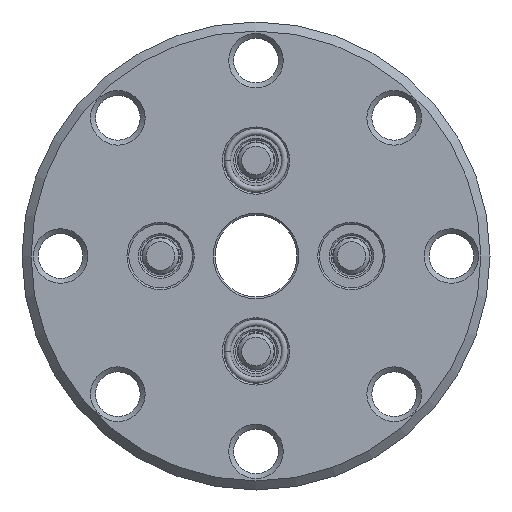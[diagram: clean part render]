
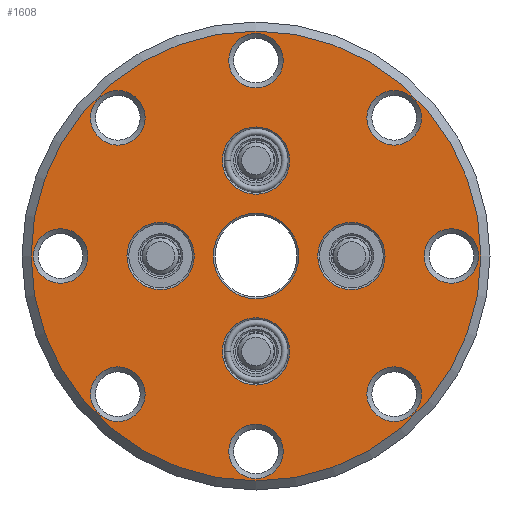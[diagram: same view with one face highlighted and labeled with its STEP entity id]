
A CAD part, front view. The second image highlights one B-rep face of the part: STEP entity #1608.
In plain terms, the highlighted planar face has unit normal (0, -1, 0).
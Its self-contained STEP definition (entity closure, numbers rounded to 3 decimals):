
#58=PLANE('',#1794);
#296=ORIENTED_EDGE('',*,*,#685,.T.);
#297=ORIENTED_EDGE('',*,*,#686,.T.);
#298=ORIENTED_EDGE('',*,*,#687,.T.);
#299=ORIENTED_EDGE('',*,*,#688,.F.);
#300=ORIENTED_EDGE('',*,*,#689,.F.);
#301=ORIENTED_EDGE('',*,*,#690,.F.);
#302=ORIENTED_EDGE('',*,*,#691,.F.);
#303=ORIENTED_EDGE('',*,*,#692,.F.);
#304=ORIENTED_EDGE('',*,*,#693,.F.);
#305=ORIENTED_EDGE('',*,*,#694,.F.);
#306=ORIENTED_EDGE('',*,*,#695,.F.);
#307=ORIENTED_EDGE('',*,*,#696,.F.);
#308=ORIENTED_EDGE('',*,*,#697,.F.);
#309=ORIENTED_EDGE('',*,*,#684,.F.);
#684=EDGE_CURVE('',#874,#874,#1011,.T.);
#685=EDGE_CURVE('',#875,#875,#1012,.T.);
#686=EDGE_CURVE('',#876,#876,#1013,.F.);
#687=EDGE_CURVE('',#877,#877,#1014,.F.);
#688=EDGE_CURVE('',#878,#878,#1015,.T.);
#689=EDGE_CURVE('',#879,#879,#1016,.T.);
#690=EDGE_CURVE('',#880,#880,#1017,.T.);
#691=EDGE_CURVE('',#881,#881,#1018,.T.);
#692=EDGE_CURVE('',#882,#882,#1019,.T.);
#693=EDGE_CURVE('',#883,#883,#1020,.T.);
#694=EDGE_CURVE('',#884,#884,#1021,.T.);
#695=EDGE_CURVE('',#885,#885,#1022,.T.);
#696=EDGE_CURVE('',#886,#886,#1023,.T.);
#697=EDGE_CURVE('',#887,#887,#1024,.T.);
#874=VERTEX_POINT('',#2722);
#875=VERTEX_POINT('',#2725);
#876=VERTEX_POINT('',#2727);
#877=VERTEX_POINT('',#2729);
#878=VERTEX_POINT('',#2731);
#879=VERTEX_POINT('',#2733);
#880=VERTEX_POINT('',#2735);
#881=VERTEX_POINT('',#2737);
#882=VERTEX_POINT('',#2739);
#883=VERTEX_POINT('',#2741);
#884=VERTEX_POINT('',#2743);
#885=VERTEX_POINT('',#2745);
#886=VERTEX_POINT('',#2747);
#887=VERTEX_POINT('',#2749);
#1011=CIRCLE('',#1793,4.7);
#1012=CIRCLE('',#1795,24.75);
#1013=CIRCLE('',#1796,3.);
#1014=CIRCLE('',#1797,3.7);
#1015=CIRCLE('',#1798,3.);
#1016=CIRCLE('',#1799,3.);
#1017=CIRCLE('',#1800,3.);
#1018=CIRCLE('',#1801,3.);
#1019=CIRCLE('',#1802,3.);
#1020=CIRCLE('',#1803,3.);
#1021=CIRCLE('',#1804,3.);
#1022=CIRCLE('',#1805,3.7);
#1023=CIRCLE('',#1806,3.7);
#1024=CIRCLE('',#1807,3.7);
#1138=EDGE_LOOP('',(#296));
#1139=EDGE_LOOP('',(#297));
#1140=EDGE_LOOP('',(#298));
#1141=EDGE_LOOP('',(#299));
#1142=EDGE_LOOP('',(#300));
#1143=EDGE_LOOP('',(#301));
#1144=EDGE_LOOP('',(#302));
#1145=EDGE_LOOP('',(#303));
#1146=EDGE_LOOP('',(#304));
#1147=EDGE_LOOP('',(#305));
#1148=EDGE_LOOP('',(#306));
#1149=EDGE_LOOP('',(#307));
#1150=EDGE_LOOP('',(#308));
#1151=EDGE_LOOP('',(#309));
#1348=FACE_BOUND('',#1138,.T.);
#1349=FACE_BOUND('',#1139,.T.);
#1350=FACE_BOUND('',#1140,.T.);
#1351=FACE_BOUND('',#1141,.T.);
#1352=FACE_BOUND('',#1142,.T.);
#1353=FACE_BOUND('',#1143,.T.);
#1354=FACE_BOUND('',#1144,.T.);
#1355=FACE_BOUND('',#1145,.T.);
#1356=FACE_BOUND('',#1146,.T.);
#1357=FACE_BOUND('',#1147,.T.);
#1358=FACE_BOUND('',#1148,.T.);
#1359=FACE_BOUND('',#1149,.T.);
#1360=FACE_BOUND('',#1150,.T.);
#1361=FACE_BOUND('',#1151,.T.);
#1608=ADVANCED_FACE('',(#1348,#1349,#1350,#1351,#1352,#1353,#1354,#1355,
#1356,#1357,#1358,#1359,#1360,#1361),#58,.T.);
#1793=AXIS2_PLACEMENT_3D('',#2721,#2119,#2120);
#1794=AXIS2_PLACEMENT_3D('',#2723,#2121,#2122);
#1795=AXIS2_PLACEMENT_3D('',#2724,#2123,#2124);
#1796=AXIS2_PLACEMENT_3D('',#2726,#2125,#2126);
#1797=AXIS2_PLACEMENT_3D('',#2728,#2127,#2128);
#1798=AXIS2_PLACEMENT_3D('',#2730,#2129,#2130);
#1799=AXIS2_PLACEMENT_3D('',#2732,#2131,#2132);
#1800=AXIS2_PLACEMENT_3D('',#2734,#2133,#2134);
#1801=AXIS2_PLACEMENT_3D('',#2736,#2135,#2136);
#1802=AXIS2_PLACEMENT_3D('',#2738,#2137,#2138);
#1803=AXIS2_PLACEMENT_3D('',#2740,#2139,#2140);
#1804=AXIS2_PLACEMENT_3D('',#2742,#2141,#2142);
#1805=AXIS2_PLACEMENT_3D('',#2744,#2143,#2144);
#1806=AXIS2_PLACEMENT_3D('',#2746,#2145,#2146);
#1807=AXIS2_PLACEMENT_3D('',#2748,#2147,#2148);
#2119=DIRECTION('',(0.,-1.,0.));
#2120=DIRECTION('',(0.,0.,-1.));
#2121=DIRECTION('',(0.,-1.,0.));
#2122=DIRECTION('',(0.,0.,-1.));
#2123=DIRECTION('',(0.,-1.,0.));
#2124=DIRECTION('',(0.,0.,-1.));
#2125=DIRECTION('',(0.,-1.,0.));
#2126=DIRECTION('',(0.,0.,-1.));
#2127=DIRECTION('',(0.,-1.,0.));
#2128=DIRECTION('',(0.,0.,-1.));
#2129=DIRECTION('',(0.,-1.,0.));
#2130=DIRECTION('',(0.,0.,-1.));
#2131=DIRECTION('',(0.,-1.,0.));
#2132=DIRECTION('',(0.,0.,-1.));
#2133=DIRECTION('',(0.,-1.,0.));
#2134=DIRECTION('',(0.,0.,-1.));
#2135=DIRECTION('',(0.,-1.,0.));
#2136=DIRECTION('',(0.,0.,-1.));
#2137=DIRECTION('',(0.,-1.,0.));
#2138=DIRECTION('',(0.,0.,-1.));
#2139=DIRECTION('',(0.,-1.,0.));
#2140=DIRECTION('',(0.,0.,-1.));
#2141=DIRECTION('',(0.,-1.,0.));
#2142=DIRECTION('',(0.,0.,-1.));
#2143=DIRECTION('',(0.,-1.,0.));
#2144=DIRECTION('',(0.,0.,-1.));
#2145=DIRECTION('',(0.,-1.,0.));
#2146=DIRECTION('',(0.,0.,-1.));
#2147=DIRECTION('',(0.,-1.,0.));
#2148=DIRECTION('',(0.,0.,-1.));
#2721=CARTESIAN_POINT('',(0.,0.,0.));
#2722=CARTESIAN_POINT('',(0.,0.,-4.7));
#2723=CARTESIAN_POINT('',(0.,0.,-4.7));
#2724=CARTESIAN_POINT('',(0.,0.,0.));
#2725=CARTESIAN_POINT('',(0.,0.,-24.75));
#2726=CARTESIAN_POINT('',(0.,0.,-21.5));
#2727=CARTESIAN_POINT('',(0.,0.,-24.5));
#2728=CARTESIAN_POINT('',(0.,0.,-10.5));
#2729=CARTESIAN_POINT('',(0.,0.,-14.2));
#2730=CARTESIAN_POINT('',(-21.5,0.,0.));
#2731=CARTESIAN_POINT('',(-21.5,0.,-3.));
#2732=CARTESIAN_POINT('',(-15.203,0.,15.203));
#2733=CARTESIAN_POINT('',(-15.203,0.,12.203));
#2734=CARTESIAN_POINT('',(0.,0.,21.5));
#2735=CARTESIAN_POINT('',(0.,0.,18.5));
#2736=CARTESIAN_POINT('',(15.203,0.,15.203));
#2737=CARTESIAN_POINT('',(15.203,0.,12.203));
#2738=CARTESIAN_POINT('',(21.5,0.,0.));
#2739=CARTESIAN_POINT('',(21.5,0.,-3.));
#2740=CARTESIAN_POINT('',(15.203,0.,-15.203));
#2741=CARTESIAN_POINT('',(15.203,0.,-18.203));
#2742=CARTESIAN_POINT('',(-15.203,0.,-15.203));
#2743=CARTESIAN_POINT('',(-15.203,0.,-18.203));
#2744=CARTESIAN_POINT('',(-10.5,0.,0.));
#2745=CARTESIAN_POINT('',(-10.5,0.,-3.7));
#2746=CARTESIAN_POINT('',(10.5,0.,0.));
#2747=CARTESIAN_POINT('',(10.5,0.,-3.7));
#2748=CARTESIAN_POINT('',(0.,0.,10.5));
#2749=CARTESIAN_POINT('',(0.,0.,6.8));
